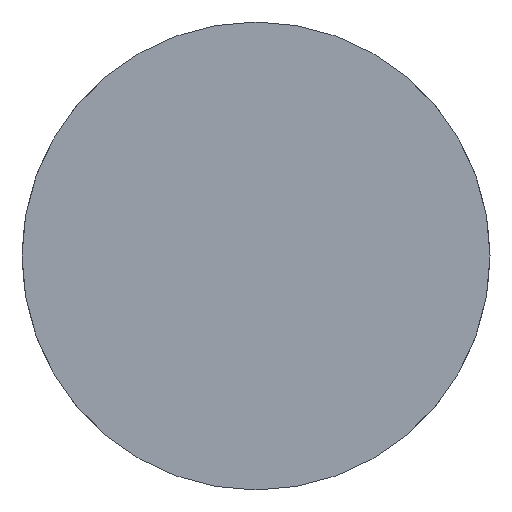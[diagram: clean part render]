
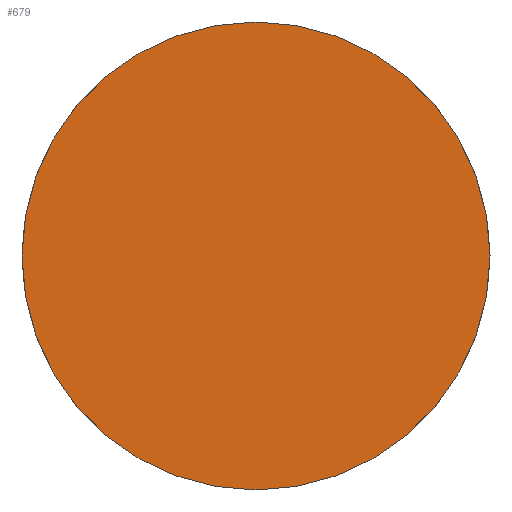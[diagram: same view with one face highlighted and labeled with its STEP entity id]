
A CAD part, front view. The second image highlights one B-rep face of the part: STEP entity #679.
In plain terms, the highlighted planar face has unit normal (0, -1, 0).
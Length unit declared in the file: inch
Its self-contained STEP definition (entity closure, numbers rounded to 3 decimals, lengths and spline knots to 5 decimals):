
#61 = VERTEX_POINT ( 'NONE', #1194 ) ;
#141 = ORIENTED_EDGE ( 'NONE', *, *, #194, .F. ) ;
#194 = EDGE_CURVE ( 'NONE', #374, #61, #414, .T. ) ;
#240 = AXIS2_PLACEMENT_3D ( 'NONE', #1164, #399, #1054 ) ;
#257 = CIRCLE ( 'NONE', #1148, 2.00787 ) ;
#374 = VERTEX_POINT ( 'NONE', #535 ) ;
#397 = DIRECTION ( 'NONE',  ( 0., 0., 1. ) ) ;
#399 = DIRECTION ( 'NONE',  ( 0., 1., 0. ) ) ;
#414 = CIRCLE ( 'NONE', #1072, 2.00787 ) ;
#436 = DIRECTION ( 'NONE',  ( 0., 0., 1. ) ) ;
#504 = CARTESIAN_POINT ( 'NONE',  ( 0., -1.10601, 0. ) ) ;
#535 = CARTESIAN_POINT ( 'NONE',  ( 0., -1.10601, 2.00787 ) ) ;
#544 = CARTESIAN_POINT ( 'NONE',  ( 0., -1.10601, 0. ) ) ;
#679 = ADVANCED_FACE ( 'NONE', ( #1151 ), #1280, .F. ) ;
#969 = EDGE_LOOP ( 'NONE', ( #141, #1184 ) ) ;
#1003 = EDGE_CURVE ( 'NONE', #61, #374, #257, .T. ) ;
#1054 = DIRECTION ( 'NONE',  ( 0., 0., 1. ) ) ;
#1072 = AXIS2_PLACEMENT_3D ( 'NONE', #544, #1201, #436 ) ;
#1148 = AXIS2_PLACEMENT_3D ( 'NONE', #504, #1162, #397 ) ;
#1151 = FACE_OUTER_BOUND ( 'NONE', #969, .T. ) ;
#1162 = DIRECTION ( 'NONE',  ( 0., 1., 0. ) ) ;
#1164 = CARTESIAN_POINT ( 'NONE',  ( 0., -1.10601, 0. ) ) ;
#1184 = ORIENTED_EDGE ( 'NONE', *, *, #1003, .F. ) ;
#1194 = CARTESIAN_POINT ( 'NONE',  ( 0., -1.10601, -2.00787 ) ) ;
#1201 = DIRECTION ( 'NONE',  ( 0., 1., 0. ) ) ;
#1280 = PLANE ( 'NONE',  #240 ) ;
